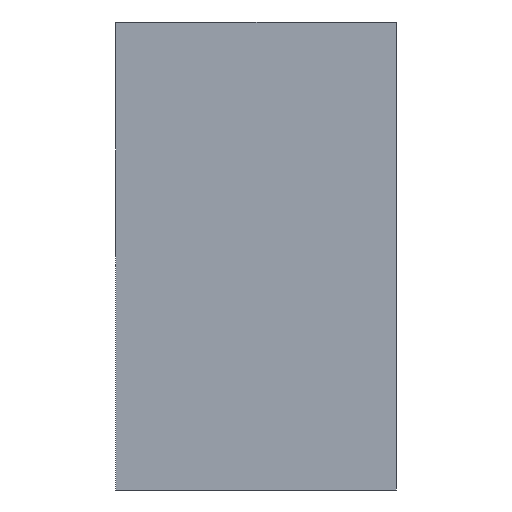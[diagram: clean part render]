
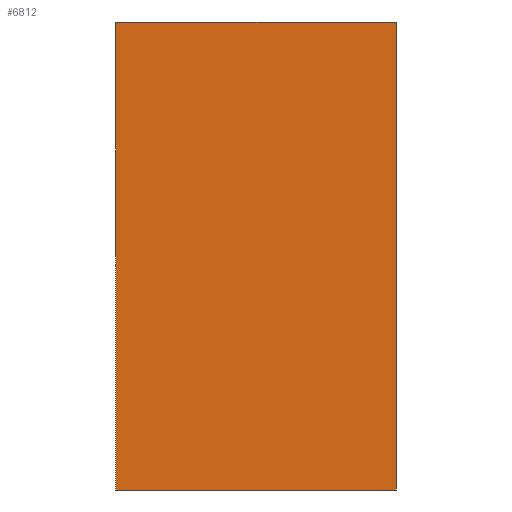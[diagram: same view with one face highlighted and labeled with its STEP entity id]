
A CAD part, front view. The second image highlights one B-rep face of the part: STEP entity #6812.
In plain terms, the highlighted planar face has unit normal (0, -1, 0).
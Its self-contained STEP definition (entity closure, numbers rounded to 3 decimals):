
#494 = AXIS2_PLACEMENT_3D ( 'NONE', #13869, #584, #13764 ) ;
#584 = DIRECTION ( 'NONE',  ( 0., 1., 0. ) ) ;
#2660 = DIRECTION ( 'NONE',  ( 0., 0., 1. ) ) ;
#2905 = ORIENTED_EDGE ( 'NONE', *, *, #19025, .F. ) ;
#3264 = EDGE_LOOP ( 'NONE', ( #18055, #9971, #17471, #2905 ) ) ;
#4094 = LINE ( 'NONE', #15945, #16198 ) ;
#4272 = VERTEX_POINT ( 'NONE', #13860 ) ;
#4298 = CARTESIAN_POINT ( 'NONE',  ( 300., 0., 500. ) ) ;
#4910 = FACE_OUTER_BOUND ( 'NONE', #3264, .T. ) ;
#5324 = LINE ( 'NONE', #5612, #5585 ) ;
#5585 = VECTOR ( 'NONE', #6967, 1000. ) ;
#5612 = CARTESIAN_POINT ( 'NONE',  ( 300., 0., -500. ) ) ;
#6812 = ADVANCED_FACE ( 'NONE', ( #4910 ), #11062, .F. ) ;
#6967 = DIRECTION ( 'NONE',  ( -1., 0., 0. ) ) ;
#8971 = VERTEX_POINT ( 'NONE', #17409 ) ;
#9792 = VERTEX_POINT ( 'NONE', #18211 ) ;
#9971 = ORIENTED_EDGE ( 'NONE', *, *, #16929, .F. ) ;
#10673 = VERTEX_POINT ( 'NONE', #15819 ) ;
#11062 = PLANE ( 'NONE',  #494 ) ;
#12525 = VECTOR ( 'NONE', #17977, 1000. ) ;
#13764 = DIRECTION ( 'NONE',  ( 0., 0., 1. ) ) ;
#13860 = CARTESIAN_POINT ( 'NONE',  ( 300., 0., 500. ) ) ;
#13869 = CARTESIAN_POINT ( 'NONE',  ( 0., 0., 0. ) ) ;
#13985 = CARTESIAN_POINT ( 'NONE',  ( 300., 0., 500. ) ) ;
#14616 = EDGE_CURVE ( 'NONE', #4272, #9792, #17606, .T. ) ;
#15819 = CARTESIAN_POINT ( 'NONE',  ( -300., 0., -500. ) ) ;
#15945 = CARTESIAN_POINT ( 'NONE',  ( -300., 0., 500. ) ) ;
#16198 = VECTOR ( 'NONE', #2660, 1000. ) ;
#16929 = EDGE_CURVE ( 'NONE', #9792, #10673, #5324, .T. ) ;
#17174 = DIRECTION ( 'NONE',  ( 0., 0., -1. ) ) ;
#17409 = CARTESIAN_POINT ( 'NONE',  ( -300., 0., 500. ) ) ;
#17471 = ORIENTED_EDGE ( 'NONE', *, *, #14616, .F. ) ;
#17606 = LINE ( 'NONE', #4298, #18135 ) ;
#17977 = DIRECTION ( 'NONE',  ( 1., 0., 0. ) ) ;
#18055 = ORIENTED_EDGE ( 'NONE', *, *, #18306, .F. ) ;
#18067 = LINE ( 'NONE', #13985, #12525 ) ;
#18135 = VECTOR ( 'NONE', #17174, 1000. ) ;
#18211 = CARTESIAN_POINT ( 'NONE',  ( 300., 0., -500. ) ) ;
#18306 = EDGE_CURVE ( 'NONE', #10673, #8971, #4094, .T. ) ;
#19025 = EDGE_CURVE ( 'NONE', #8971, #4272, #18067, .T. ) ;
